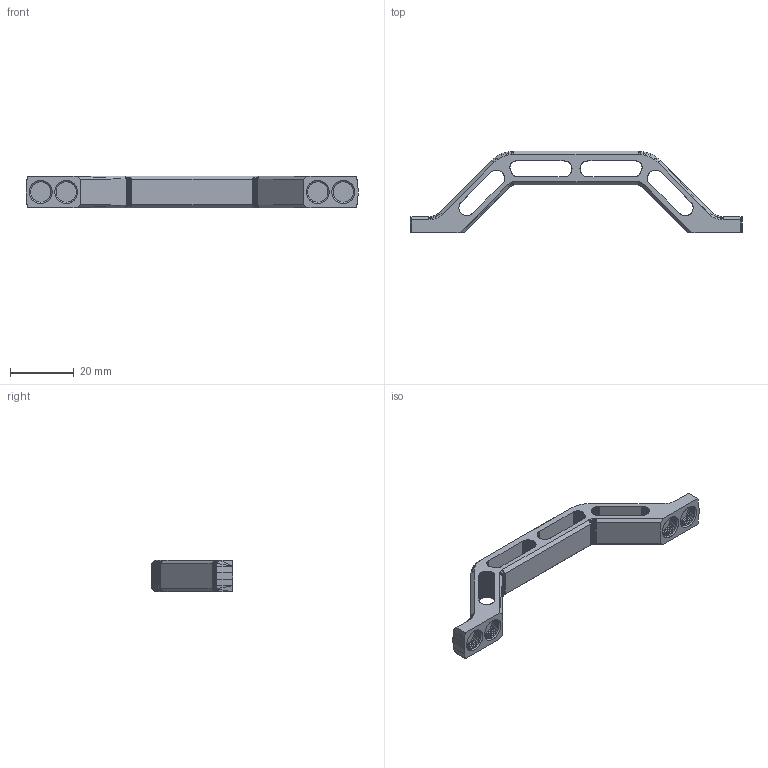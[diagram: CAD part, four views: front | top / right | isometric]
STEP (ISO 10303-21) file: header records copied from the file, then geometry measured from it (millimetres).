
FILE_DESCRIPTION(('FreeCAD Model'),'2;1');
FILE_NAME( './VORON-0/STLs/VORON0.0/V0_Panel_Mounting/Door_Handle_x1.step', '2020-04-30T22:41:19',('FreeCAD'),('FreeCAD'), 'Open CASCADE STEP processor 7.3','FreeCAD','Unknown');
FILE_SCHEMA(('AUTOMOTIVE_DESIGN { 1 0 10303 214 1 1 1 1 }'));
Length unit declared in the file: millimetre
Products named in the file (1): Open CASCADE STEP translator 7.3 1
Bounding box: 104.24 x 25.5 x 10 mm (x, y, z)
Surface area: 5658.8 mm2 (no closed solid volume)
Topology: 0 solids, 1 shells, 1578 faces, 3347 edges, 1775 vertices
Faces by surface type: plane 1578
Entity records: 39645 total; most frequent: CARTESIAN_POINT 6701, ORIENTED_EDGE 6694, DIRECTION 6505, EDGE_CURVE 3347, LINE 3347, VECTOR 3347, VERTEX_POINT 1775, FACE_BOUND 1590
